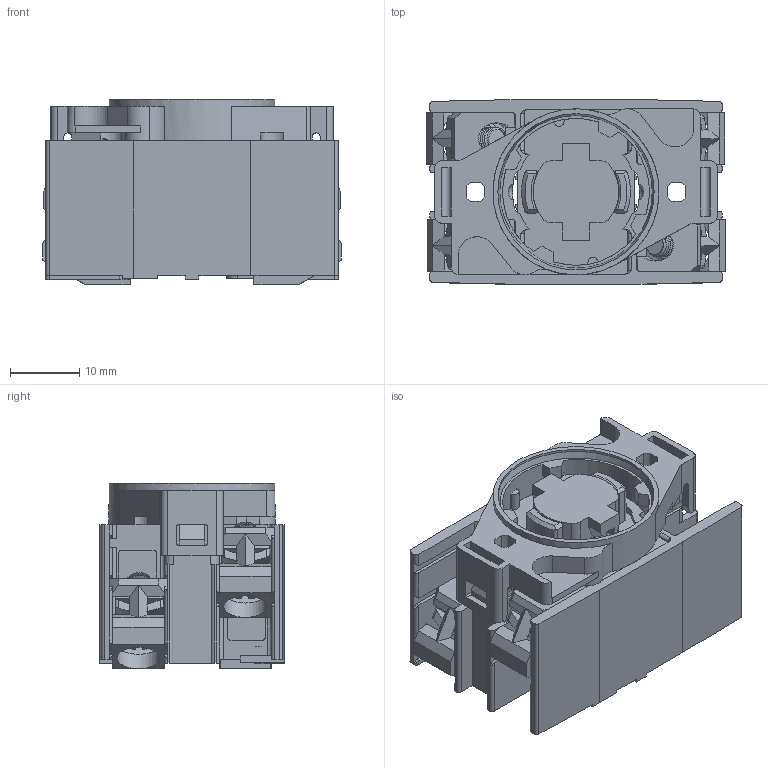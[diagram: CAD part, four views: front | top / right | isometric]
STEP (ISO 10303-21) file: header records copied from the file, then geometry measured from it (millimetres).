
FILE_DESCRIPTION(/* description */ (''),/* implementation_level */ '2;1');
FILE_NAME(/* name */ 'ETR_ipt.stp',/* time_stamp */ '2017-03-31T10:58:24+02:00',/* author */ ('ahoffmann'),/* organization */ (''),/* preprocessor_version */ 'ST-DEVELOPER v16.1',/* originating_system */ 'Autodesk Inventor 2016',/* authorisation */ '');
FILE_SCHEMA (('AUTOMOTIVE_DESIGN { 1 0 10303 214 3 1 1 }'));
Products named in the file (1): ETR vereinfacht
Bounding box: 43.07 x 26.65 x 26.75 mm (x, y, z)
Volume: 16838.5 mm3; surface area: 15102.7 mm2
Topology: 1 solids, 4 shells, 1226 faces, 3587 edges, 2305 vertices
Faces by surface type: plane 832, cylinder 317, cone 30, bspline 25, torus 20, sphere 2
Full cylindrical faces by diameter (mm): 2.3 x2, 2.5 x2, 2.85 x4, 3.5 x4, 4 x4, 5.9 x2, 6.2 x4, 21.2 x1, 22.55 x1, 23.95 x1
Entity records: 48851 total; most frequent: CARTESIAN_POINT 16253, ORIENTED_EDGE 7068, DIRECTION 6586, EDGE_CURVE 3525, LINE 2380, VECTOR 2380, VERTEX_POINT 2281, AXIS2_PLACEMENT_3D 2103
